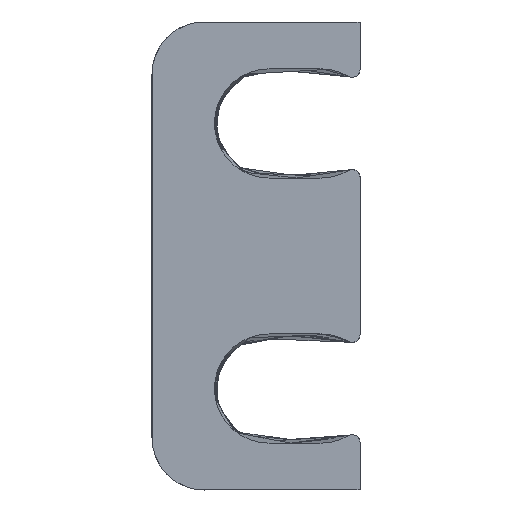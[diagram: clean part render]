
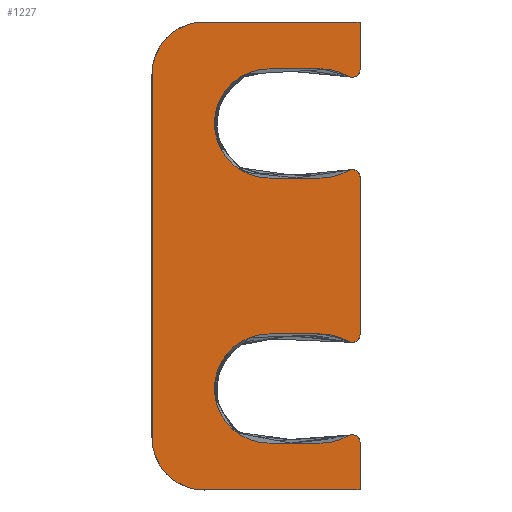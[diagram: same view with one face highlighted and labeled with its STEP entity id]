
A CAD part, left-side view. The second image highlights one B-rep face of the part: STEP entity #1227.
In plain terms, the highlighted planar face has unit normal (-1, 0, 0).
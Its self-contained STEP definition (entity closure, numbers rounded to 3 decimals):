
#61=PLANE('',#1364);
#120=FACE_OUTER_BOUND('',#192,.T.);
#192=EDGE_LOOP('',(#1049,#1050,#1051,#1052,#1053,#1054,#1055,#1056,#1057,
#1058,#1059,#1060,#1061,#1062,#1063,#1064,#1065,#1066,#1067,#1068,#1069,
#1070));
#293=LINE('',#2678,#397);
#296=LINE('',#2688,#400);
#301=LINE('',#2701,#405);
#302=LINE('',#2708,#406);
#303=LINE('',#2709,#407);
#304=LINE('',#2713,#408);
#305=LINE('',#2717,#409);
#306=LINE('',#2719,#410);
#307=LINE('',#2725,#411);
#308=LINE('',#2728,#412);
#397=VECTOR('',#1659,10.);
#400=VECTOR('',#1670,10.);
#405=VECTOR('',#1685,10.);
#406=VECTOR('',#1692,10.);
#407=VECTOR('',#1693,10.);
#408=VECTOR('',#1696,10.);
#409=VECTOR('',#1699,10.);
#410=VECTOR('',#1700,10.);
#411=VECTOR('',#1705,10.);
#412=VECTOR('',#1708,10.);
#468=CIRCLE('',#1341,2.1);
#469=CIRCLE('',#1343,0.3);
#476=CIRCLE('',#1356,2.1);
#477=CIRCLE('',#1360,0.3);
#478=CIRCLE('',#1362,2.1);
#479=CIRCLE('',#1365,2.1);
#480=CIRCLE('',#1366,0.3);
#481=CIRCLE('',#1367,2.);
#482=CIRCLE('',#1368,2.);
#483=CIRCLE('',#1369,0.3);
#484=CIRCLE('',#1370,2.1);
#485=CIRCLE('',#1371,2.1);
#576=VERTEX_POINT('',#2646);
#577=VERTEX_POINT('',#2648);
#578=VERTEX_POINT('',#2652);
#585=VERTEX_POINT('',#2676);
#586=VERTEX_POINT('',#2680);
#587=VERTEX_POINT('',#2685);
#588=VERTEX_POINT('',#2687);
#589=VERTEX_POINT('',#2691);
#590=VERTEX_POINT('',#2693);
#591=VERTEX_POINT('',#2697);
#592=VERTEX_POINT('',#2703);
#593=VERTEX_POINT('',#2704);
#594=VERTEX_POINT('',#2706);
#595=VERTEX_POINT('',#2710);
#596=VERTEX_POINT('',#2712);
#597=VERTEX_POINT('',#2714);
#598=VERTEX_POINT('',#2716);
#599=VERTEX_POINT('',#2718);
#600=VERTEX_POINT('',#2720);
#601=VERTEX_POINT('',#2722);
#602=VERTEX_POINT('',#2724);
#603=VERTEX_POINT('',#2726);
#728=EDGE_CURVE('',#576,#577,#468,.T.);
#730=EDGE_CURVE('',#577,#578,#469,.T.);
#743=EDGE_CURVE('',#585,#576,#293,.T.);
#745=EDGE_CURVE('',#586,#585,#476,.T.);
#747=EDGE_CURVE('',#587,#588,#296,.T.);
#750=EDGE_CURVE('',#589,#590,#477,.T.);
#752=EDGE_CURVE('',#590,#591,#478,.T.);
#754=EDGE_CURVE('',#591,#586,#301,.T.);
#755=EDGE_CURVE('',#592,#593,#479,.T.);
#756=EDGE_CURVE('',#594,#592,#480,.T.);
#757=EDGE_CURVE('',#578,#594,#302,.T.);
#758=EDGE_CURVE('',#588,#589,#303,.T.);
#759=EDGE_CURVE('',#595,#587,#481,.T.);
#760=EDGE_CURVE('',#596,#595,#304,.T.);
#761=EDGE_CURVE('',#597,#596,#482,.T.);
#762=EDGE_CURVE('',#598,#597,#305,.T.);
#763=EDGE_CURVE('',#599,#598,#306,.T.);
#764=EDGE_CURVE('',#600,#599,#483,.T.);
#765=EDGE_CURVE('',#601,#600,#484,.T.);
#766=EDGE_CURVE('',#602,#601,#307,.T.);
#767=EDGE_CURVE('',#603,#602,#485,.T.);
#768=EDGE_CURVE('',#593,#603,#308,.T.);
#1049=ORIENTED_EDGE('',*,*,#755,.F.);
#1050=ORIENTED_EDGE('',*,*,#756,.F.);
#1051=ORIENTED_EDGE('',*,*,#757,.F.);
#1052=ORIENTED_EDGE('',*,*,#730,.F.);
#1053=ORIENTED_EDGE('',*,*,#728,.F.);
#1054=ORIENTED_EDGE('',*,*,#743,.F.);
#1055=ORIENTED_EDGE('',*,*,#745,.F.);
#1056=ORIENTED_EDGE('',*,*,#754,.F.);
#1057=ORIENTED_EDGE('',*,*,#752,.F.);
#1058=ORIENTED_EDGE('',*,*,#750,.F.);
#1059=ORIENTED_EDGE('',*,*,#758,.F.);
#1060=ORIENTED_EDGE('',*,*,#747,.F.);
#1061=ORIENTED_EDGE('',*,*,#759,.F.);
#1062=ORIENTED_EDGE('',*,*,#760,.F.);
#1063=ORIENTED_EDGE('',*,*,#761,.F.);
#1064=ORIENTED_EDGE('',*,*,#762,.F.);
#1065=ORIENTED_EDGE('',*,*,#763,.F.);
#1066=ORIENTED_EDGE('',*,*,#764,.F.);
#1067=ORIENTED_EDGE('',*,*,#765,.F.);
#1068=ORIENTED_EDGE('',*,*,#766,.F.);
#1069=ORIENTED_EDGE('',*,*,#767,.F.);
#1070=ORIENTED_EDGE('',*,*,#768,.F.);
#1227=ADVANCED_FACE('',(#120),#61,.T.);
#1341=AXIS2_PLACEMENT_3D('',#2649,#1624,#1625);
#1343=AXIS2_PLACEMENT_3D('',#2653,#1629,#1630);
#1356=AXIS2_PLACEMENT_3D('',#2682,#1663,#1664);
#1360=AXIS2_PLACEMENT_3D('',#2694,#1675,#1676);
#1362=AXIS2_PLACEMENT_3D('',#2698,#1680,#1681);
#1364=AXIS2_PLACEMENT_3D('',#2702,#1686,#1687);
#1365=AXIS2_PLACEMENT_3D('',#2705,#1688,#1689);
#1366=AXIS2_PLACEMENT_3D('',#2707,#1690,#1691);
#1367=AXIS2_PLACEMENT_3D('',#2711,#1694,#1695);
#1368=AXIS2_PLACEMENT_3D('',#2715,#1697,#1698);
#1369=AXIS2_PLACEMENT_3D('',#2721,#1701,#1702);
#1370=AXIS2_PLACEMENT_3D('',#2723,#1703,#1704);
#1371=AXIS2_PLACEMENT_3D('',#2727,#1706,#1707);
#1624=DIRECTION('center_axis',(-1.,0.,0.));
#1625=DIRECTION('ref_axis',(0.,-0.5,0.866));
#1629=DIRECTION('center_axis',(1.,0.,0.));
#1630=DIRECTION('ref_axis',(0.,-1.,0.));
#1659=DIRECTION('',(0.,-1.,0.));
#1663=DIRECTION('center_axis',(-1.,0.,0.));
#1664=DIRECTION('ref_axis',(0.,0.,1.));
#1670=DIRECTION('',(0.,-1.,0.));
#1675=DIRECTION('center_axis',(1.,0.,0.));
#1676=DIRECTION('ref_axis',(0.,0.5,-0.866));
#1680=DIRECTION('center_axis',(-1.,0.,0.));
#1681=DIRECTION('ref_axis',(0.,-0.5,0.866));
#1685=DIRECTION('',(0.,1.,0.));
#1686=DIRECTION('center_axis',(-1.,0.,0.));
#1687=DIRECTION('ref_axis',(0.,0.,1.));
#1688=DIRECTION('center_axis',(-1.,0.,0.));
#1689=DIRECTION('ref_axis',(0.,-0.5,0.866));
#1690=DIRECTION('center_axis',(1.,0.,0.));
#1691=DIRECTION('ref_axis',(0.,0.5,-0.866));
#1692=DIRECTION('',(0.,0.,-1.));
#1693=DIRECTION('',(0.,0.,-1.));
#1694=DIRECTION('center_axis',(1.,0.,0.));
#1695=DIRECTION('ref_axis',(0.,1.,0.));
#1696=DIRECTION('',(0.,0.,1.));
#1697=DIRECTION('center_axis',(1.,0.,0.));
#1698=DIRECTION('ref_axis',(0.,0.,-1.));
#1699=DIRECTION('',(0.,1.,0.));
#1700=DIRECTION('',(0.,0.,-1.));
#1701=DIRECTION('center_axis',(1.,0.,0.));
#1702=DIRECTION('ref_axis',(0.,-1.,0.));
#1703=DIRECTION('center_axis',(-1.,0.,0.));
#1704=DIRECTION('ref_axis',(0.,-0.5,0.866));
#1705=DIRECTION('',(0.,-1.,0.));
#1706=DIRECTION('center_axis',(-1.,0.,0.));
#1707=DIRECTION('ref_axis',(0.,0.,1.));
#1708=DIRECTION('',(0.,1.,0.));
#2646=CARTESIAN_POINT('',(-152.672,6.5,3.));
#2648=CARTESIAN_POINT('',(-152.672,5.45,3.281));
#2649=CARTESIAN_POINT('Origin',(-152.672,6.5,5.1));
#2652=CARTESIAN_POINT('',(-152.672,5.,3.022));
#2653=CARTESIAN_POINT('Origin',(-152.672,5.3,3.022));
#2676=CARTESIAN_POINT('',(-152.672,8.5,3.));
#2678=CARTESIAN_POINT('',(-152.672,7.75,3.));
#2680=CARTESIAN_POINT('',(-152.672,8.5,7.2));
#2682=CARTESIAN_POINT('Origin',(-152.672,8.5,5.1));
#2685=CARTESIAN_POINT('',(-152.672,11.,9.));
#2687=CARTESIAN_POINT('',(-152.672,5.,9.));
#2688=CARTESIAN_POINT('',(-152.672,7.,9.));
#2691=CARTESIAN_POINT('',(-152.672,5.,7.178));
#2693=CARTESIAN_POINT('',(-152.672,5.45,6.919));
#2694=CARTESIAN_POINT('Origin',(-152.672,5.3,7.178));
#2697=CARTESIAN_POINT('',(-152.672,6.5,7.2));
#2698=CARTESIAN_POINT('Origin',(-152.672,6.5,5.1));
#2701=CARTESIAN_POINT('',(-152.672,8.75,7.2));
#2702=CARTESIAN_POINT('Origin',(-152.672,9.,0.));
#2703=CARTESIAN_POINT('',(-152.672,5.45,-3.281));
#2704=CARTESIAN_POINT('',(-152.672,6.5,-3.));
#2705=CARTESIAN_POINT('Origin',(-152.672,6.5,-5.1));
#2706=CARTESIAN_POINT('',(-152.672,5.,-3.022));
#2707=CARTESIAN_POINT('Origin',(-152.672,5.3,-3.022));
#2708=CARTESIAN_POINT('',(-152.672,5.,-1.511));
#2709=CARTESIAN_POINT('',(-152.672,5.,3.589));
#2710=CARTESIAN_POINT('',(-152.672,13.,7.));
#2711=CARTESIAN_POINT('Origin',(-152.672,11.,7.));
#2712=CARTESIAN_POINT('',(-152.672,13.,-7.));
#2713=CARTESIAN_POINT('',(-152.672,13.,3.5));
#2714=CARTESIAN_POINT('',(-152.672,11.,-9.));
#2715=CARTESIAN_POINT('Origin',(-152.672,11.,-7.));
#2716=CARTESIAN_POINT('',(-152.672,5.,-9.));
#2717=CARTESIAN_POINT('',(-152.672,10.,-9.));
#2718=CARTESIAN_POINT('',(-152.672,5.,-7.178));
#2719=CARTESIAN_POINT('',(-152.672,5.,-4.5));
#2720=CARTESIAN_POINT('',(-152.672,5.45,-6.919));
#2721=CARTESIAN_POINT('Origin',(-152.672,5.3,-7.178));
#2722=CARTESIAN_POINT('',(-152.672,6.5,-7.2));
#2723=CARTESIAN_POINT('Origin',(-152.672,6.5,-5.1));
#2724=CARTESIAN_POINT('',(-152.672,8.5,-7.2));
#2725=CARTESIAN_POINT('',(-152.672,7.75,-7.2));
#2726=CARTESIAN_POINT('',(-152.672,8.5,-3.));
#2727=CARTESIAN_POINT('Origin',(-152.672,8.5,-5.1));
#2728=CARTESIAN_POINT('',(-152.672,8.75,-3.));
